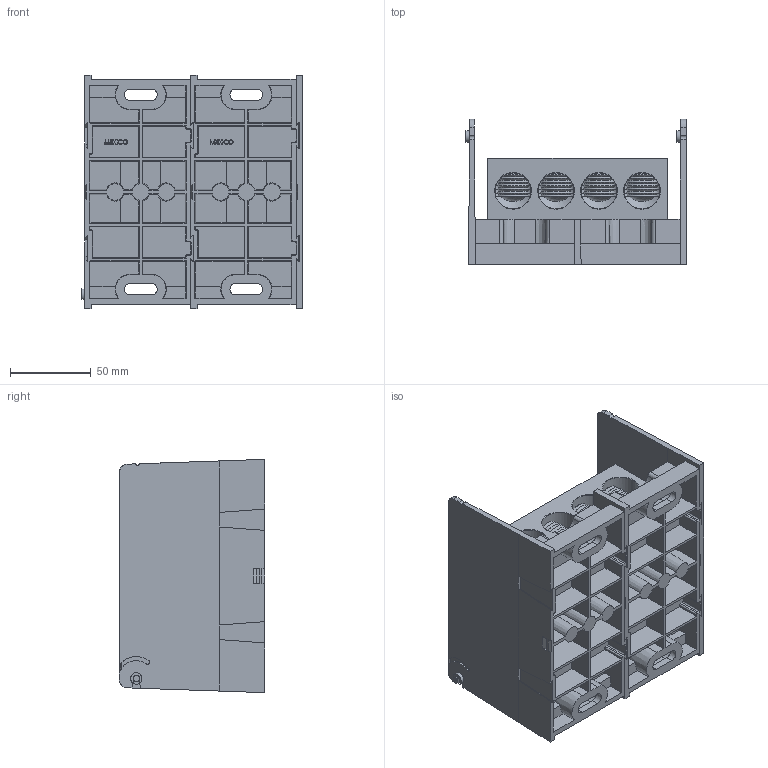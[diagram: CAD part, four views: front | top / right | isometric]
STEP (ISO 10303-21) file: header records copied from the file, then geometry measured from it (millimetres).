
FILE_DESCRIPTION (( 'STEP AP214' ), '1' );
FILE_NAME ('702015rev-.STEP', '2018-12-19T13:09:37', ( '' ), ( '' ), 'SwSTEP 2.0', 'SolidWorks 2017', '' );
FILE_SCHEMA (( 'AUTOMOTIVE_DESIGN' ));
Length unit declared in the file: inch
Products named in the file (2): 702015rev-
Bounding box: 136.78 x 90.17 x 144.78 mm (x, y, z)
Volume: 535546.4 mm3; surface area: 248480.5 mm2
Topology: 14 solids, 14 shells, 1069 faces, 2696 edges, 1732 vertices
Faces by surface type: plane 614, cone 263, cylinder 140, bspline 38, sphere 8, torus 6
Full cylindrical faces by diameter (mm): 4.064 x1, 4.928 x4, 6.909 x2, 7.112 x1, 10.795 x2, 12.7 x2, 19.05 x8, 22.225 x8
Entity records: 50949 total; most frequent: CARTESIAN_POINT 13057, ORIENTED_EDGE 4828, DIRECTION 4577, EDGE_CURVE 2414, VERTEX_POINT 1687, LINE 1619, VECTOR 1619, AXIS2_PLACEMENT_3D 1479
